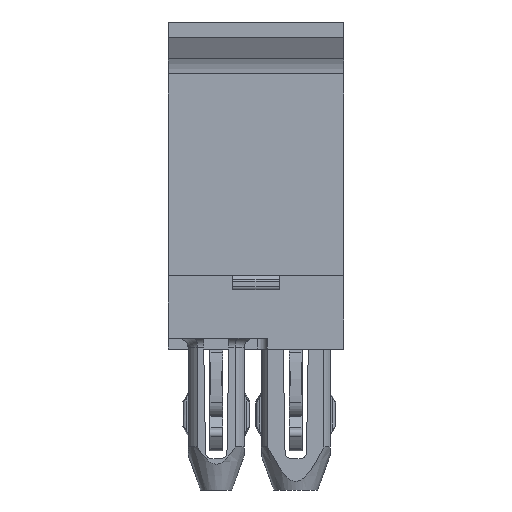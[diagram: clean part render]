
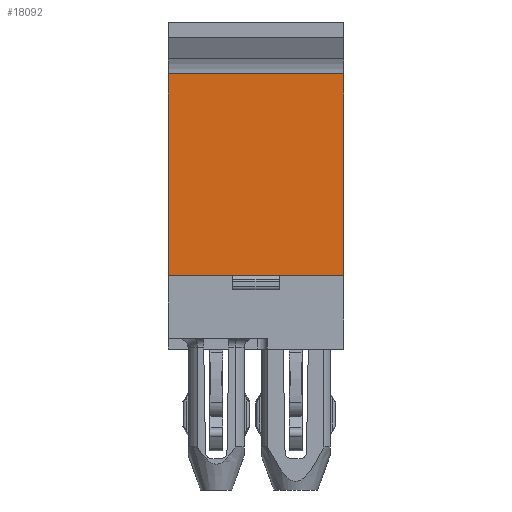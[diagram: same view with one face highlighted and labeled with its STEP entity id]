
A CAD part, left-side view. The second image highlights one B-rep face of the part: STEP entity #18092.
In plain terms, the highlighted planar face has unit normal (-1, 0, 0).
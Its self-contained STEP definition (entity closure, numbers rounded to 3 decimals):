
#648=PLANE('',#20557);
#1557=LINE('',#27785,#3681);
#1596=LINE('',#28035,#3720);
#1643=LINE('',#28308,#3767);
#1644=LINE('',#28310,#3768);
#3681=VECTOR('',#22478,1000.);
#3720=VECTOR('',#22561,1000.);
#3767=VECTOR('',#22658,1000.);
#3768=VECTOR('',#22659,1000.);
#6409=ORIENTED_EDGE('',*,*,#11538,.F.);
#6410=ORIENTED_EDGE('',*,*,#11539,.T.);
#6411=ORIENTED_EDGE('',*,*,#11472,.T.);
#6412=ORIENTED_EDGE('',*,*,#11414,.F.);
#11414=EDGE_CURVE('',#14036,#14037,#1557,.T.);
#11472=EDGE_CURVE('',#14087,#14037,#1596,.T.);
#11538=EDGE_CURVE('',#14129,#14036,#1643,.T.);
#11539=EDGE_CURVE('',#14129,#14087,#1644,.T.);
#14036=VERTEX_POINT('',#27784);
#14037=VERTEX_POINT('',#27786);
#14087=VERTEX_POINT('',#28036);
#14129=VERTEX_POINT('',#28309);
#15817=EDGE_LOOP('',(#6409,#6410,#6411,#6412));
#16844=FACE_BOUND('',#15817,.T.);
#18092=ADVANCED_FACE('',(#16844),#648,.F.);
#20557=AXIS2_PLACEMENT_3D('',#28307,#22656,#22657);
#22478=DIRECTION('',(0.,0.,-1.));
#22561=DIRECTION('',(0.,-1.,0.));
#22656=DIRECTION('',(1.,0.,0.));
#22657=DIRECTION('',(0.,0.,-1.));
#22658=DIRECTION('',(0.,-1.,0.));
#22659=DIRECTION('',(0.,0.,-1.));
#27784=CARTESIAN_POINT('',(-1.2,-2.8,0.741));
#27785=CARTESIAN_POINT('',(-1.2,-2.8,0.));
#27786=CARTESIAN_POINT('',(-1.2,-2.8,-5.7));
#28035=CARTESIAN_POINT('',(-1.2,2.8,-5.7));
#28036=CARTESIAN_POINT('',(-1.2,2.8,-5.7));
#28307=CARTESIAN_POINT('',(-1.2,2.8,1.));
#28308=CARTESIAN_POINT('',(-1.2,0.,0.741));
#28309=CARTESIAN_POINT('',(-1.2,2.8,0.741));
#28310=CARTESIAN_POINT('',(-1.2,2.8,0.));
